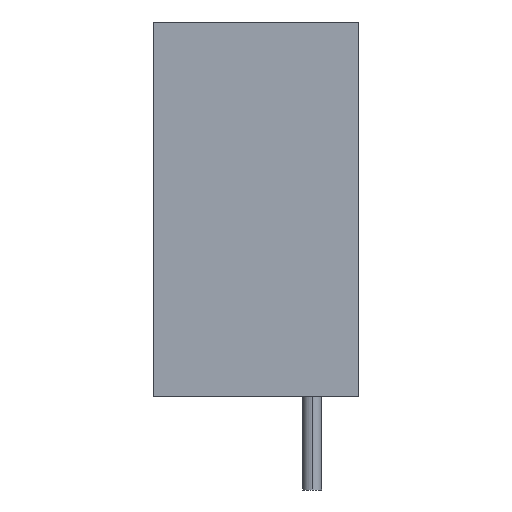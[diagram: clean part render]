
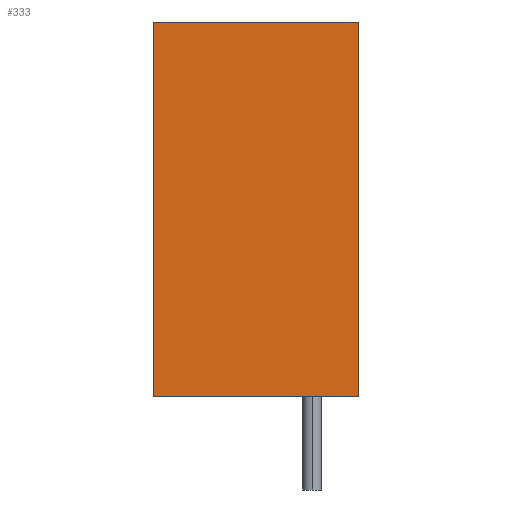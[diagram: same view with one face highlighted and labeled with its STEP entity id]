
A CAD part, left-side view. The second image highlights one B-rep face of the part: STEP entity #333.
In plain terms, the highlighted planar face has unit normal (-1, 0, 0).
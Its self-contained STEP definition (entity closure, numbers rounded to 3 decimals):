
#1 = VERTEX_POINT ( 'NONE', #371 ) ;
#29 = CARTESIAN_POINT ( 'NONE',  ( -7.5, 5.5, 20. ) ) ;
#37 = CARTESIAN_POINT ( 'NONE',  ( -7.5, 0., 20. ) ) ;
#79 = VECTOR ( 'NONE', #687, 1000. ) ;
#147 = PLANE ( 'NONE',  #1451 ) ;
#209 = ORIENTED_EDGE ( 'NONE', *, *, #840, .T. ) ;
#227 = VERTEX_POINT ( 'NONE', #29 ) ;
#229 = ORIENTED_EDGE ( 'NONE', *, *, #657, .F. ) ;
#312 = ORIENTED_EDGE ( 'NONE', *, *, #1335, .F. ) ;
#333 = ADVANCED_FACE ( 'NONE', ( #1058 ), #147, .F. ) ;
#345 = LINE ( 'NONE', #466, #887 ) ;
#370 = DIRECTION ( 'NONE',  ( 0., 0., 1. ) ) ;
#371 = CARTESIAN_POINT ( 'NONE',  ( -7.5, -5.5, 0. ) ) ;
#466 = CARTESIAN_POINT ( 'NONE',  ( -7.5, 0., 0. ) ) ;
#490 = LINE ( 'NONE', #1645, #1559 ) ;
#572 = DIRECTION ( 'NONE',  ( 0., 0., -1. ) ) ;
#657 = EDGE_CURVE ( 'NONE', #227, #1614, #1472, .T. ) ;
#687 = DIRECTION ( 'NONE',  ( 0., -1., 0. ) ) ;
#704 = LINE ( 'NONE', #1222, #1192 ) ;
#791 = VERTEX_POINT ( 'NONE', #870 ) ;
#840 = EDGE_CURVE ( 'NONE', #791, #1, #345, .T. ) ;
#870 = CARTESIAN_POINT ( 'NONE',  ( -7.5, 5.5, 0. ) ) ;
#887 = VECTOR ( 'NONE', #1257, 1000. ) ;
#922 = DIRECTION ( 'NONE',  ( 1., 0., 0. ) ) ;
#951 = DIRECTION ( 'NONE',  ( 0., 1., 0. ) ) ;
#980 = EDGE_CURVE ( 'NONE', #791, #227, #490, .T. ) ;
#1058 = FACE_OUTER_BOUND ( 'NONE', #1457, .T. ) ;
#1176 = CARTESIAN_POINT ( 'NONE',  ( -7.5, -5.5, 20. ) ) ;
#1192 = VECTOR ( 'NONE', #572, 1000. ) ;
#1202 = CARTESIAN_POINT ( 'NONE',  ( -7.5, 0.005, 20. ) ) ;
#1222 = CARTESIAN_POINT ( 'NONE',  ( -7.5, -5.5, 20. ) ) ;
#1257 = DIRECTION ( 'NONE',  ( 0., -1., 0. ) ) ;
#1335 = EDGE_CURVE ( 'NONE', #1614, #1, #704, .T. ) ;
#1451 = AXIS2_PLACEMENT_3D ( 'NONE', #1202, #922, #951 ) ;
#1457 = EDGE_LOOP ( 'NONE', ( #312, #229, #1615, #209 ) ) ;
#1472 = LINE ( 'NONE', #37, #79 ) ;
#1559 = VECTOR ( 'NONE', #370, 1000. ) ;
#1614 = VERTEX_POINT ( 'NONE', #1176 ) ;
#1615 = ORIENTED_EDGE ( 'NONE', *, *, #980, .F. ) ;
#1645 = CARTESIAN_POINT ( 'NONE',  ( -7.5, 5.5, 20. ) ) ;
